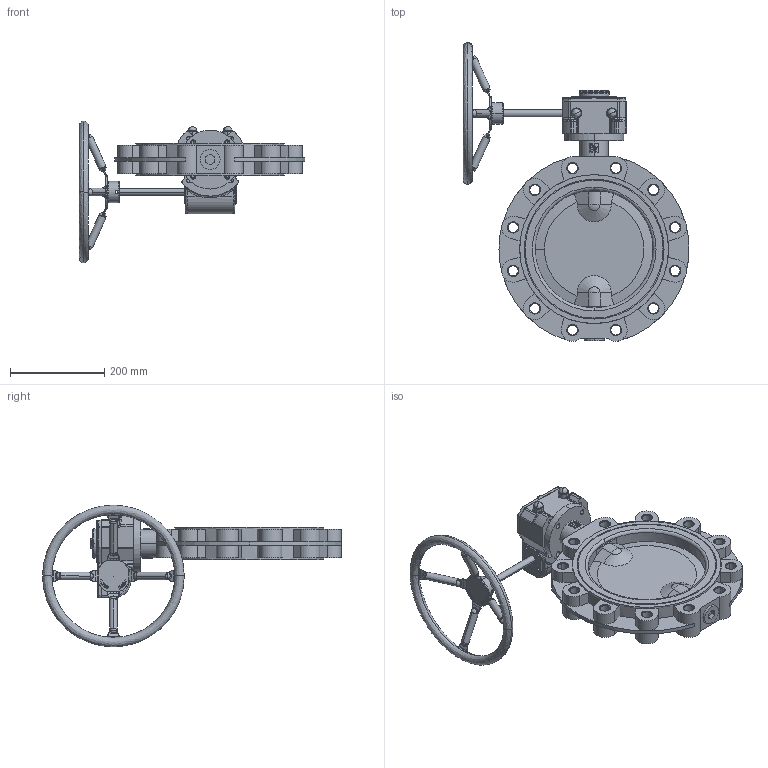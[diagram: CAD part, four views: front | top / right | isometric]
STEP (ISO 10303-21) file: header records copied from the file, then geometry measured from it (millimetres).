
FILE_DESCRIPTION (( 'STEP AP214' ), '1' );
FILE_NAME ('EVTLS DN250 PN16 - Q800-W300.STEP', '2020-03-10T10:33:44', ( 'Administrator' ), ( 'EuroValve' ), 'SwSTEP 2.0', 'SolidWorks 2015', '' );
FILE_SCHEMA (( 'AUTOMOTIVE_DESIGN' ));
Length unit declared in the file: millimetre
Products named in the file (5): Q800-W300_CLOSED; Q-800-S right_SB; W-300-15; EVTLS DN250 PN16 - Q800-W300; EVTLS DN50-350_DN 250 PN16
Assembly tree (4 placements, depth 3):
  EVTLS DN250 PN16 - Q800-W300
    EVTLS DN50-350_DN 250 PN16
    Q800-W300_CLOSED
      Q-800-S right_SB
      W-300-15
Bounding box: 478.23 x 632.91 x 300 mm (x, y, z)
Volume: 5711615 mm3; surface area: 794529.5 mm2
Topology: 52 solids, 52 shells, 3347 faces, 8730 edges, 5455 vertices
Faces by surface type: plane 1158, bspline 895, cylinder 764, cone 517, torus 9, sphere 4
Entity records: 158968 total; most frequent: CARTESIAN_POINT 70126, ORIENTED_EDGE 17196, DIRECTION 14399, EDGE_CURVE 8598, VERTEX_POINT 5453, AXIS2_PLACEMENT_3D 5147, LINE 4105, VECTOR 4105
